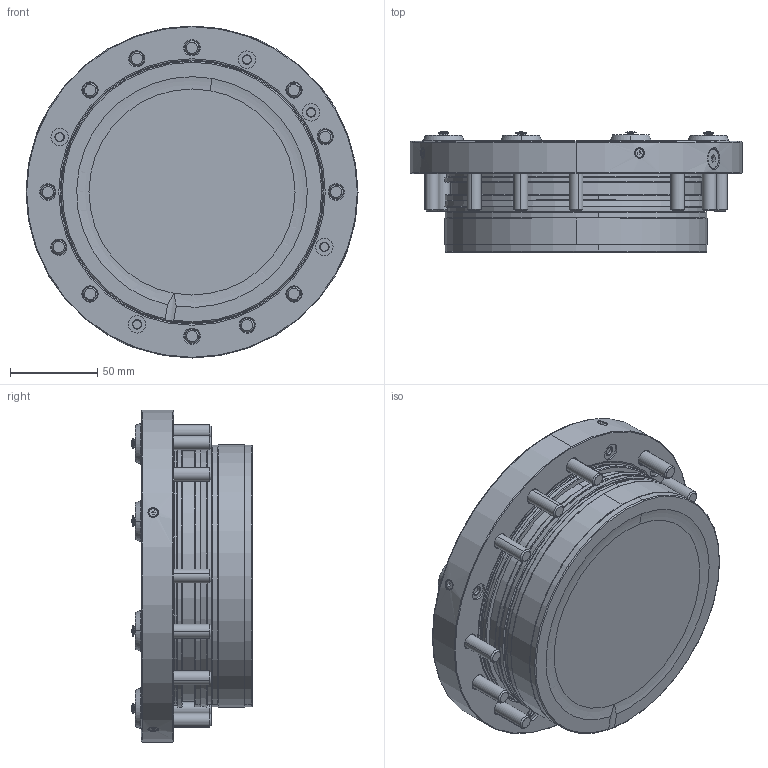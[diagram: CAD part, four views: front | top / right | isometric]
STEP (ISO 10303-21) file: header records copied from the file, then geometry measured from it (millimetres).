
FILE_DESCRIPTION (( 'STEP AP214' ), '1' );
FILE_NAME ('804 580-01 SSV-E Speedy classic 3 Twister HG NG 055-055a.STEP', '2014-07-25T08:56:26', ( '' ), ( '' ), 'SwSTEP 2.0', 'SolidWorks 2013', '' );
FILE_SCHEMA (( 'AUTOMOTIVE_DESIGN' ));
Length unit declared in the file: millimetre
Products named in the file (1): 804 580-01 SSV-E Speedy classic 3 Twister HG NG 055-055a
Bounding box: 190 x 69 x 190 mm (x, y, z)
Volume: 1246081 mm3; surface area: 118134.4 mm2
Topology: 1 solids, 13 shells, 828 faces, 2058 edges, 1267 vertices
Faces by surface type: cylinder 319, cone 205, plane 152, torus 116, sphere 36
Entity records: 29358 total; most frequent: CARTESIAN_POINT 10433, DIRECTION 3963, ORIENTED_EDGE 3892, EDGE_CURVE 1946, AXIS2_PLACEMENT_3D 1708, VERTEX_POINT 1241, EDGE_LOOP 1001, CIRCLE 879
